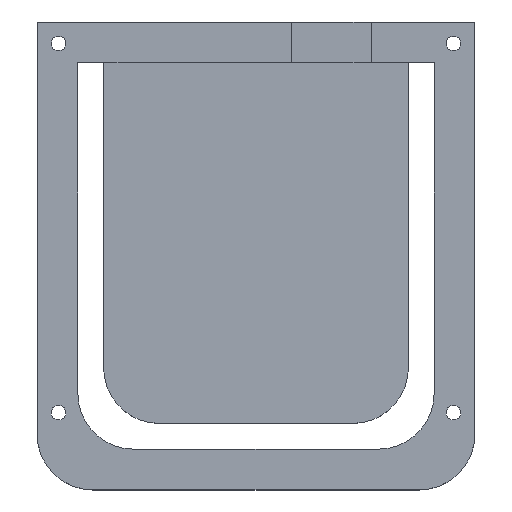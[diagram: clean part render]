
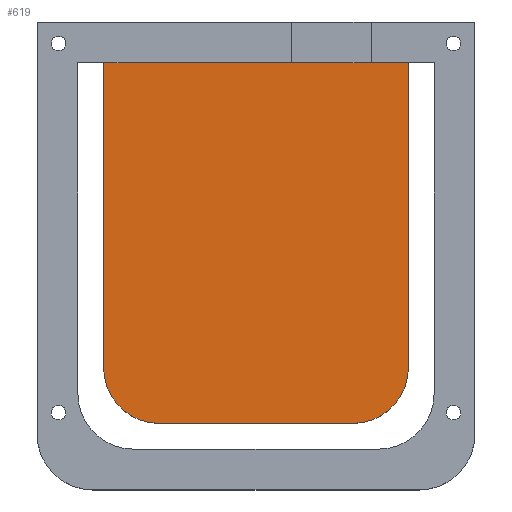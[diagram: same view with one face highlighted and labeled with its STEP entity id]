
A CAD part, top view. The second image highlights one B-rep face of the part: STEP entity #619.
In plain terms, the highlighted planar face has unit normal (0, 0, 1).
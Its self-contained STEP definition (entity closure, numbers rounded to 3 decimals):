
#50=CIRCLE('',#679,13.);
#51=CIRCLE('',#680,13.);
#71=FACE_OUTER_BOUND('',#108,.T.);
#108=EDGE_LOOP('',(#463,#464,#465,#466,#467,#468));
#164=LINE('',#974,#228);
#165=LINE('',#976,#229);
#166=LINE('',#980,#230);
#167=LINE('',#983,#231);
#228=VECTOR('',#785,10.);
#229=VECTOR('',#786,10.);
#230=VECTOR('',#789,10.);
#231=VECTOR('',#792,10.);
#297=VERTEX_POINT('',#972);
#298=VERTEX_POINT('',#973);
#299=VERTEX_POINT('',#975);
#300=VERTEX_POINT('',#977);
#301=VERTEX_POINT('',#979);
#302=VERTEX_POINT('',#981);
#362=EDGE_CURVE('',#297,#298,#164,.T.);
#363=EDGE_CURVE('',#297,#299,#165,.T.);
#364=EDGE_CURVE('',#299,#300,#50,.T.);
#365=EDGE_CURVE('',#300,#301,#166,.T.);
#366=EDGE_CURVE('',#301,#302,#51,.T.);
#367=EDGE_CURVE('',#302,#298,#167,.T.);
#463=ORIENTED_EDGE('',*,*,#362,.F.);
#464=ORIENTED_EDGE('',*,*,#363,.T.);
#465=ORIENTED_EDGE('',*,*,#364,.T.);
#466=ORIENTED_EDGE('',*,*,#365,.T.);
#467=ORIENTED_EDGE('',*,*,#366,.T.);
#468=ORIENTED_EDGE('',*,*,#367,.T.);
#596=PLANE('',#678);
#619=ADVANCED_FACE('',(#71),#596,.T.);
#678=AXIS2_PLACEMENT_3D('',#971,#783,#784);
#679=AXIS2_PLACEMENT_3D('',#978,#787,#788);
#680=AXIS2_PLACEMENT_3D('',#982,#790,#791);
#783=DIRECTION('center_axis',(0.,0.,1.));
#784=DIRECTION('ref_axis',(1.,0.,0.));
#785=DIRECTION('',(1.,0.,0.));
#786=DIRECTION('',(0.,-1.,0.));
#787=DIRECTION('center_axis',(0.,0.,1.));
#788=DIRECTION('ref_axis',(-1.,0.,0.));
#789=DIRECTION('',(1.,0.,0.));
#790=DIRECTION('center_axis',(0.,0.,1.));
#791=DIRECTION('ref_axis',(0.,-1.,0.));
#792=DIRECTION('',(0.,1.,0.));
#971=CARTESIAN_POINT('Origin',(41.5,52.5,3.1));
#972=CARTESIAN_POINT('',(6.,90.,3.1));
#973=CARTESIAN_POINT('',(77.,90.,3.1));
#974=CARTESIAN_POINT('',(83.,90.,3.1));
#975=CARTESIAN_POINT('',(6.,19.,3.1));
#976=CARTESIAN_POINT('',(6.,19.,3.1));
#977=CARTESIAN_POINT('',(19.,6.,3.1));
#978=CARTESIAN_POINT('Origin',(19.,19.,3.1));
#979=CARTESIAN_POINT('',(64.,6.,3.1));
#980=CARTESIAN_POINT('',(64.,6.,3.1));
#981=CARTESIAN_POINT('',(77.,19.,3.1));
#982=CARTESIAN_POINT('Origin',(64.,19.,3.1));
#983=CARTESIAN_POINT('',(77.,99.,3.1));
